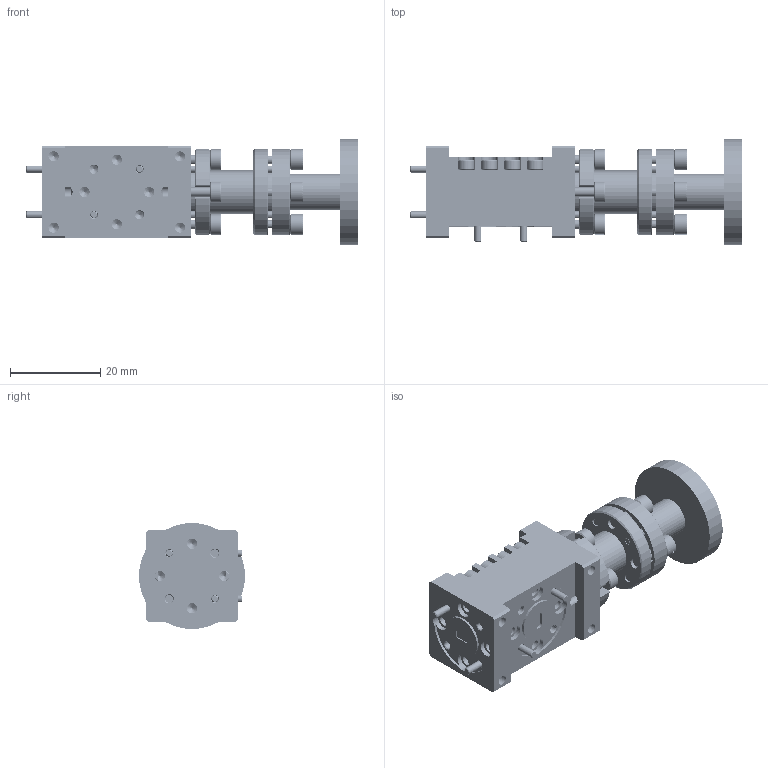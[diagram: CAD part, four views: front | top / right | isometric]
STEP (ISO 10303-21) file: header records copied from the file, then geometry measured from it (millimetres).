
FILE_DESCRIPTION (( 'STEP AP203' ), '1' );
FILE_NAME ('SAH-5037531060-165-S1-148-DP.STEP', '2020-07-15T20:12:53', ( '' ), ( '' ), 'SwSTEP 2.0', 'SolidWorks 2020', '' );
FILE_SCHEMA (( 'CONFIG_CONTROL_DESIGN' ));
Products named in the file (1): SAH-5037531060-165-S1-148-DP
Bounding box: 73.41 x 23.5 x 23.5 mm (x, y, z)
Volume: 16368.4 mm3; surface area: 15433.5 mm2
Topology: 49 solids, 49 shells, 4264 faces, 11603 edges, 7461 vertices
Faces by surface type: cylinder 2394, plane 1245, cone 555, bspline 54, torus 16
Entity records: 173716 total; most frequent: CARTESIAN_POINT 77996, ORIENTED_EDGE 22978, DIRECTION 17101, EDGE_CURVE 11489, VERTEX_POINT 7461, AXIS2_PLACEMENT_3D 6386, EDGE_LOOP 4516, VECTOR 4329
